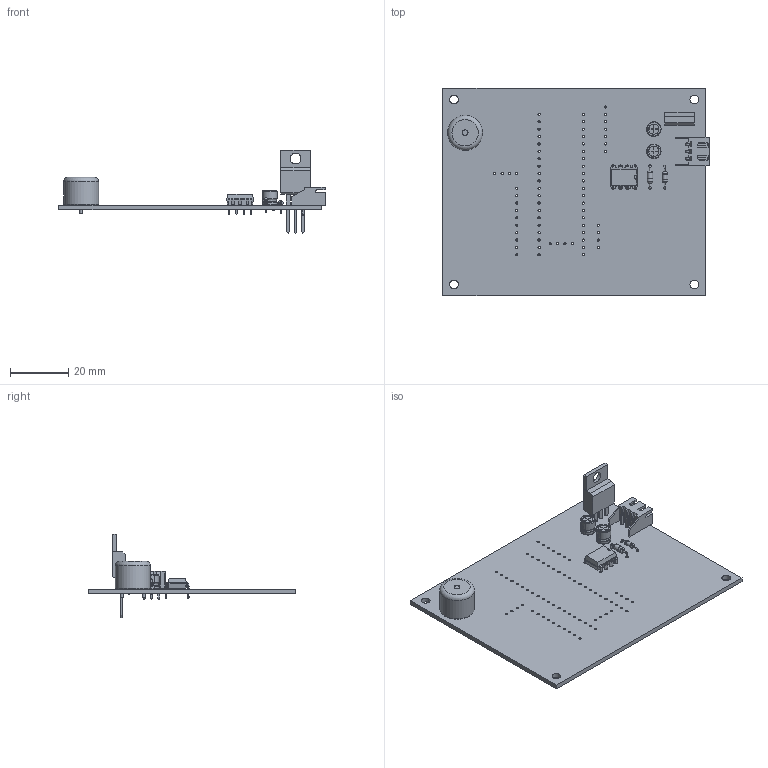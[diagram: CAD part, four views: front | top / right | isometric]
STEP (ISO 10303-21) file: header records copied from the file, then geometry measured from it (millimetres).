
FILE_DESCRIPTION(('KiCad electronic assembly'),'2;1');
FILE_NAME('F3A_Board.step','2021-05-19T18:53:32',('An Author'),( 'A Company'),'Open CASCADE STEP processor 6.9', 'KiCad to STEP converter','Unknown');
FILE_SCHEMA(('AUTOMOTIVE_DESIGN { 1 0 10303 214 1 1 1 1 }'));
Length unit declared in the file: millimetre
Products named in the file (16): Open CASCADE STEP translator 6.9 1; CP_Radial_D5.0mm_P2.50mm; SOLID; DIP-8_W7.62mm; TO-220-3_Vertical; D_DO-35_SOD27_P7.62mm_Horizontal; COMPOUND; R_Axial_DIN0204_L3.6mm_D1.6mm_P7.62mm_Horizontal; Buzzer_12x9.5RM7.6; JST_XH_S3B-XH-A-1_1x03_P2.50mm_Horizontal
Assembly tree (16 placements, depth 3):
  Open CASCADE STEP translator 6.9 1
    CP_Radial_D5.0mm_P2.50mm  x2
      SOLID
    DIP-8_W7.62mm
      SOLID
    TO-220-3_Vertical
      SOLID
    D_DO-35_SOD27_P7.62mm_Horizontal
      COMPOUND
    R_Axial_DIN0204_L3.6mm_D1.6mm_P7.62mm_Horizontal
      SOLID
    Buzzer_12x9.5RM7.6
      SOLID
    JST_XH_S3B-XH-A-1_1x03_P2.50mm_Horizontal
      SOLID
    COMPOUND
Bounding box: 91.42 x 71.12 x 28.52 mm (x, y, z)
Volume: 12312 mm3; surface area: 16118.1 mm2
Topology: 10 solids, 12 shells, 580 faces, 1509 edges, 972 vertices
Faces by surface type: plane 354, cylinder 168, bspline 32, torus 16, revolution 10
Full cylindrical faces by diameter (mm): 0.5 x11, 0.7 x2, 0.762 x69, 0.8 x14, 0.9 x2, 0.95 x3, 1 x2, 1.1 x3, 1.44 x1, 1.6 x2, 2 x3, 2.02 x1, 3 x4, 3.735 x1, 12 x1
Entity records: 40275 total; most frequent: CARTESIAN_POINT 8337, DIRECTION 5397, LINE 3378, VECTOR 3378, ORIENTED_EDGE 2786, PCURVE 2786, DEFINITIONAL_REPRESENTATION 2786, EDGE_CURVE 1393
